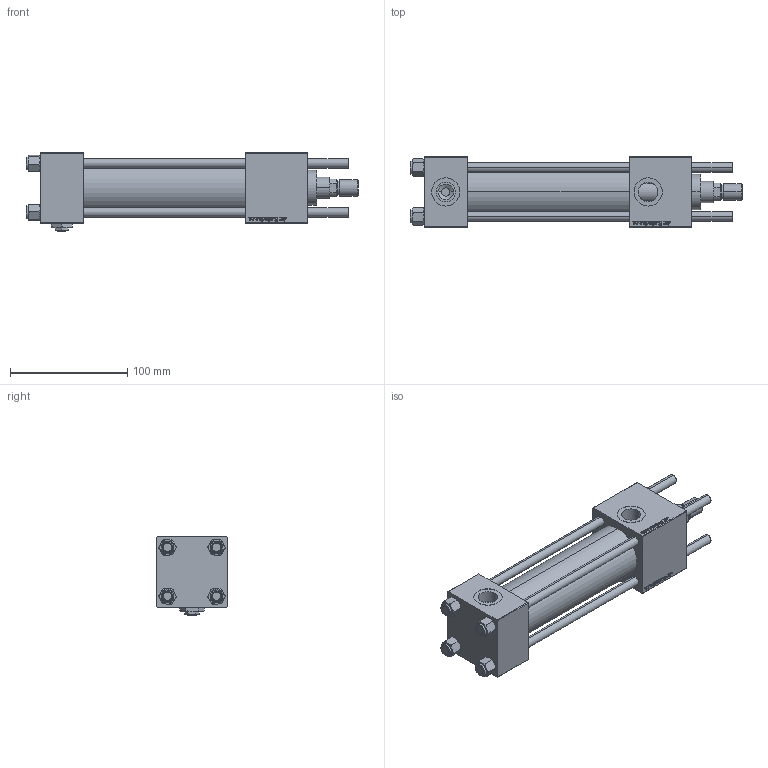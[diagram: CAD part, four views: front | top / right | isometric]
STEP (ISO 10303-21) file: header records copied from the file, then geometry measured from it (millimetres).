
FILE_DESCRIPTION (( 'STEP AP203' ), '1' );
FILE_NAME ('ed67.STEP', '2023-10-24T08:46:30', ( '' ), ( '' ), 'SwSTEP 2.0', 'SolidWorks 2019', '' );
FILE_SCHEMA (( 'CONFIG_CONTROL_DESIGN' ));
Length unit declared in the file: millimetre
Products named in the file (8): ROD_END_AH 1f1a135fdaf2d994a07c9dab6f1a3e6b; V215CR_B_TYCINKA 1f1a135fdaf2d994a07c9dab6f1a3e6b; V215_VC_A 1f1a135fdaf2d994a07c9dab6f1a3e6b; Zatka_pro_OIL_PORT 1f1a135fdaf2d994a07c9dab6f1a3e6b; ed67; V215CR_B-1 1f1a135fdaf2d994a07c9dab6f1a3e6b; NUT_M5_B 1f1a135fdaf2d994a07c9dab6f1a3e6b; V215CR_VCP_B 1f1a135fdaf2d994a07c9dab6f1a3e6b
Assembly tree (13 placements, depth 2):
  ed67
    V215CR_B-1 1f1a135fdaf2d994a07c9dab6f1a3e6b
    V215CR_VCP_B 1f1a135fdaf2d994a07c9dab6f1a3e6b
    NUT_M5_B 1f1a135fdaf2d994a07c9dab6f1a3e6b  x4
    V215CR_B_TYCINKA 1f1a135fdaf2d994a07c9dab6f1a3e6b  x4
    V215_VC_A 1f1a135fdaf2d994a07c9dab6f1a3e6b
    ROD_END_AH 1f1a135fdaf2d994a07c9dab6f1a3e6b
    Zatka_pro_OIL_PORT 1f1a135fdaf2d994a07c9dab6f1a3e6b
Bounding box: 283 x 60 x 67 mm (x, y, z)
Volume: 484139.4 mm3; surface area: 150712.6 mm2
Topology: 13 solids, 13 shells, 1225 faces, 3087 edges, 1999 vertices
Faces by surface type: bspline 504, plane 461, cone 162, cylinder 88, torus 10
Entity records: 59055 total; most frequent: CARTESIAN_POINT 34610, ORIENTED_EDGE 5666, DIRECTION 3219, EDGE_CURVE 2833, VERTEX_POINT 1855, LINE 1495, VECTOR 1495, EDGE_LOOP 1236
